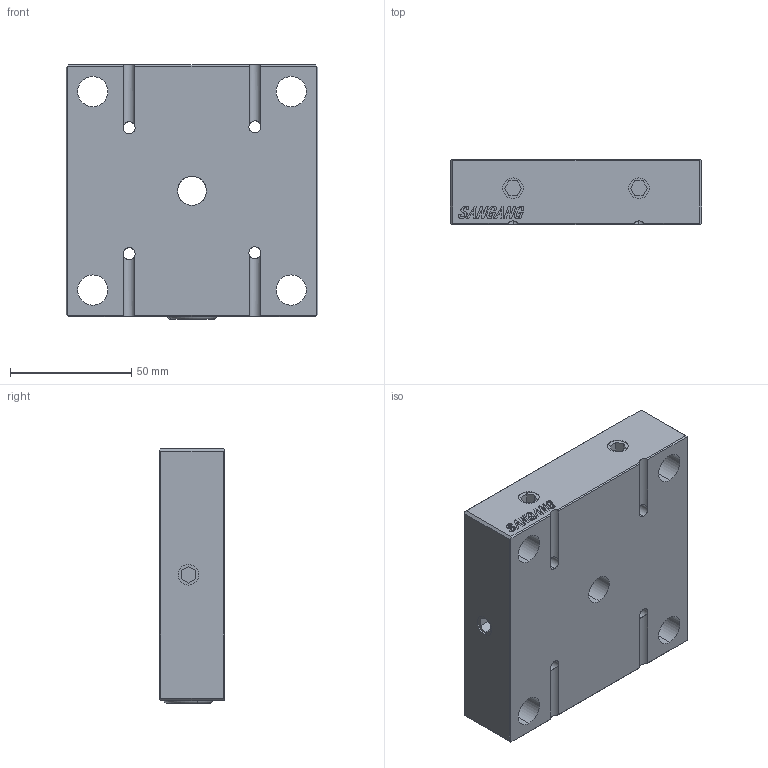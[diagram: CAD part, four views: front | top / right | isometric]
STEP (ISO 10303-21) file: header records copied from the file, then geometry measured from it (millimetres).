
FILE_DESCRIPTION (( 'STEP AP214' ), '1' );
FILE_NAME ('52錨萸辦遙.STEP', '2025-03-02T07:32:07', ( 'Windows 蚚誧' ), ( 'Organization' ), 'SwSTEP 2.0', 'SolidWorks 2020', '' );
FILE_SCHEMA (( 'AUTOMOTIVE_DESIGN' ));
Length unit declared in the file: millimetre
Products named in the file (4): 錨璃1; 52錨萸辦遙; 錨璃3; 錨璃4
Assembly tree (8 placements, depth 2):
  52錨萸辦遙
    錨璃1
    錨璃3  x6
    錨璃4
Bounding box: 104 x 27 x 105 mm (x, y, z)
Volume: 238075.2 mm3; surface area: 57040.2 mm2
Topology: 8 solids, 8 shells, 437 faces, 1140 edges, 732 vertices
Faces by surface type: plane 239, cylinder 94, bspline 48, cone 34, torus 22
Entity records: 15422 total; most frequent: CARTESIAN_POINT 6263, ORIENTED_EDGE 1944, DIRECTION 1594, EDGE_CURVE 972, VERTEX_POINT 632, VECTOR 624, LINE 624, AXIS2_PLACEMENT_3D 485
